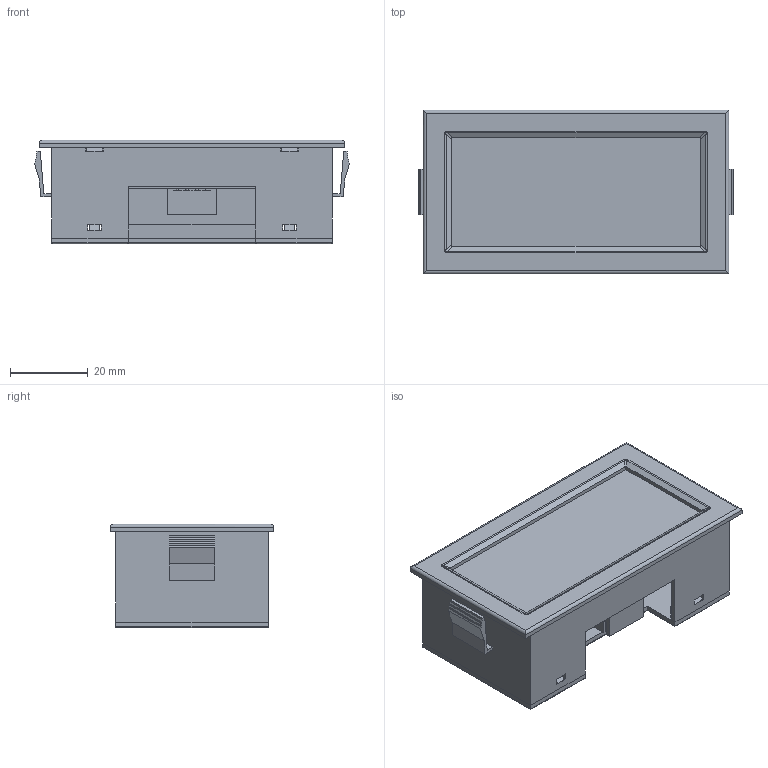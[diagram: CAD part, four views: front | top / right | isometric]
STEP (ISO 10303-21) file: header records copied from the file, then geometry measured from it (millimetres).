
FILE_DESCRIPTION (( 'STEP AP214' ), '1' );
FILE_NAME ('DPM.STEP', '2022-01-18T11:22:44', ( '' ), ( '' ), 'SwSTEP 2.0', 'SolidWorks 2017', '' );
FILE_SCHEMA (( 'AUTOMOTIVE_DESIGN' ));
Length unit declared in the file: millimetre
Products named in the file (18): DPM Case; Screw-smallest; DPM; Connector; Display^DPM Assembly; PCB^DPM Assembly; Cover^DPM Assembly; LED Display^DPM Assembly
Assembly tree (10 placements, depth 2):
  Screw-smallest
  Screw-smallest
  DPM
    DPM Case
    Display^DPM Assembly
    Cover^DPM Assembly
    PCB^DPM Assembly
    Screw-smallest  x4
    LED Display^DPM Assembly
    Connector
  Screw-smallest
  PCB^DPM Assembly
Bounding box: 80.8 x 42 x 26.57 mm (x, y, z)
Volume: 26809.7 mm3; surface area: 34351.5 mm2
Topology: 10 solids, 10 shells, 439 faces, 1128 edges, 732 vertices
Faces by surface type: plane 303, cylinder 80, bspline 20, cone 20, torus 16
Entity records: 11471 total; most frequent: CARTESIAN_POINT 2246, ORIENTED_EDGE 1866, DIRECTION 1721, EDGE_CURVE 933, LINE 759, VECTOR 759, VERTEX_POINT 612, AXIS2_PLACEMENT_3D 481
